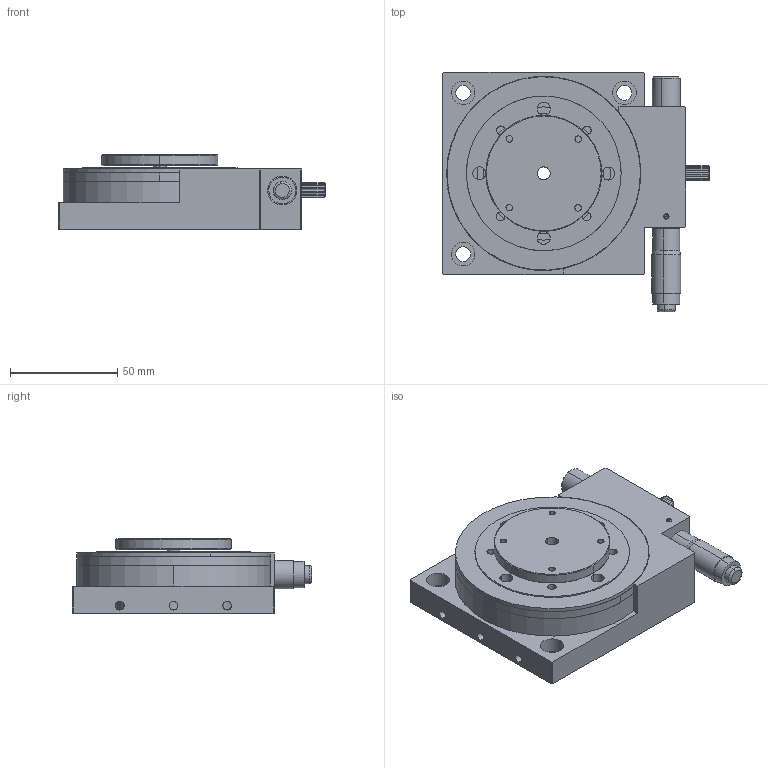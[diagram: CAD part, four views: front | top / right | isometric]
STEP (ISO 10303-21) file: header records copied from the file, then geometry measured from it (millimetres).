
FILE_DESCRIPTION (( 'STEP AP214' ), '1' );
FILE_NAME ('GCM-1105M-三维外形图-20161123.STEP', '2016-11-24T02:10:47', ( 't' ), ( 'd' ), 'SwSTEP 2.0', 'SolidWorks 2012', '' );
FILE_SCHEMA (( 'AUTOMOTIVE_DESIGN' ));
Length unit declared in the file: millimetre
Products named in the file (1): GCM-1105M-三维外形图-20161123
Bounding box: 124 x 111.25 x 34.6 mm (x, y, z)
Surface area: 68415.9 mm2 (no closed solid volume)
Topology: 0 solids, 21 shells, 285 faces, 764 edges, 504 vertices
Faces by surface type: cylinder 129, plane 81, cone 68, torus 6, sphere 1
Entity records: 12737 total; most frequent: CARTESIAN_POINT 2372, DIRECTION 1584, ORIENTED_EDGE 1365, EDGE_CURVE 761, AXIS2_PLACEMENT_3D 632, VERTEX_POINT 502, CIRCLE 346, EDGE_LOOP 344
